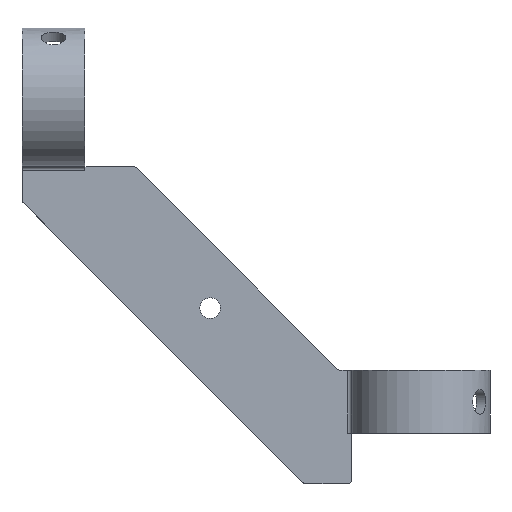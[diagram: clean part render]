
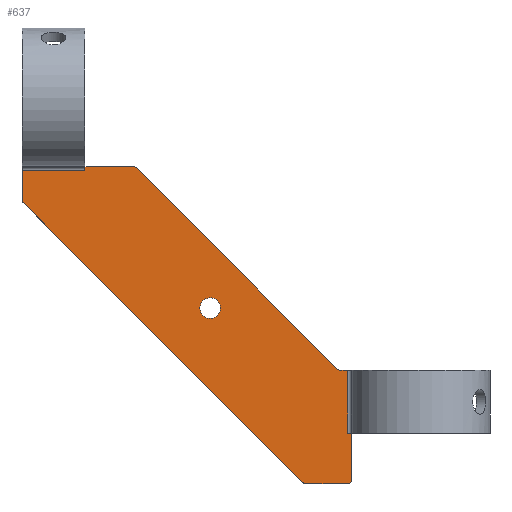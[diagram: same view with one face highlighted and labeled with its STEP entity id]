
A CAD part, top view. The second image highlights one B-rep face of the part: STEP entity #637.
In plain terms, the highlighted planar face has unit normal (0, 0, 1).
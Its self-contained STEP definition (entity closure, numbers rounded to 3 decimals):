
#16=PLANE('',#698);
#30=FACE_BOUND('',#102,.T.);
#42=CIRCLE('',#699,1.);
#43=CIRCLE('',#700,1.);
#44=CIRCLE('',#701,1.);
#45=CIRCLE('',#702,1.);
#46=CIRCLE('',#703,1.);
#47=CIRCLE('',#704,2.45);
#66=FACE_OUTER_BOUND('',#101,.T.);
#101=EDGE_LOOP('',(#454,#455,#456,#457,#458,#459,#460,#461,#462,#463,#464,
#465,#466,#467,#468,#469));
#102=EDGE_LOOP('',(#470));
#150=LINE('',#1087,#203);
#151=LINE('',#1089,#204);
#152=LINE('',#1091,#205);
#153=LINE('',#1095,#206);
#154=LINE('',#1099,#207);
#155=LINE('',#1101,#208);
#156=LINE('',#1103,#209);
#157=LINE('',#1105,#210);
#158=LINE('',#1109,#211);
#159=LINE('',#1113,#212);
#160=LINE('',#1116,#213);
#203=VECTOR('',#791,1.);
#204=VECTOR('',#792,1.);
#205=VECTOR('',#793,1.);
#206=VECTOR('',#796,1.);
#207=VECTOR('',#799,1.);
#208=VECTOR('',#800,1.);
#209=VECTOR('',#801,1.);
#210=VECTOR('',#802,1.);
#211=VECTOR('',#805,1.);
#212=VECTOR('',#808,1.);
#213=VECTOR('',#811,1.);
#285=VERTEX_POINT('',#1085);
#286=VERTEX_POINT('',#1086);
#287=VERTEX_POINT('',#1088);
#288=VERTEX_POINT('',#1090);
#289=VERTEX_POINT('',#1092);
#290=VERTEX_POINT('',#1094);
#291=VERTEX_POINT('',#1096);
#292=VERTEX_POINT('',#1098);
#293=VERTEX_POINT('',#1100);
#294=VERTEX_POINT('',#1102);
#295=VERTEX_POINT('',#1104);
#296=VERTEX_POINT('',#1106);
#297=VERTEX_POINT('',#1108);
#298=VERTEX_POINT('',#1110);
#299=VERTEX_POINT('',#1112);
#300=VERTEX_POINT('',#1114);
#301=VERTEX_POINT('',#1117);
#353=EDGE_CURVE('',#285,#286,#150,.T.);
#354=EDGE_CURVE('',#286,#287,#151,.T.);
#355=EDGE_CURVE('',#287,#288,#152,.T.);
#356=EDGE_CURVE('',#288,#289,#42,.F.);
#357=EDGE_CURVE('',#289,#290,#153,.T.);
#358=EDGE_CURVE('',#290,#291,#43,.T.);
#359=EDGE_CURVE('',#291,#292,#154,.T.);
#360=EDGE_CURVE('',#292,#293,#155,.T.);
#361=EDGE_CURVE('',#293,#294,#156,.F.);
#362=EDGE_CURVE('',#294,#295,#157,.T.);
#363=EDGE_CURVE('',#295,#296,#44,.T.);
#364=EDGE_CURVE('',#296,#297,#158,.T.);
#365=EDGE_CURVE('',#297,#298,#45,.T.);
#366=EDGE_CURVE('',#298,#299,#159,.T.);
#367=EDGE_CURVE('',#299,#300,#46,.T.);
#368=EDGE_CURVE('',#300,#285,#160,.T.);
#369=EDGE_CURVE('',#301,#301,#47,.T.);
#454=ORIENTED_EDGE('',*,*,#353,.T.);
#455=ORIENTED_EDGE('',*,*,#354,.T.);
#456=ORIENTED_EDGE('',*,*,#355,.T.);
#457=ORIENTED_EDGE('',*,*,#356,.T.);
#458=ORIENTED_EDGE('',*,*,#357,.T.);
#459=ORIENTED_EDGE('',*,*,#358,.T.);
#460=ORIENTED_EDGE('',*,*,#359,.T.);
#461=ORIENTED_EDGE('',*,*,#360,.T.);
#462=ORIENTED_EDGE('',*,*,#361,.T.);
#463=ORIENTED_EDGE('',*,*,#362,.T.);
#464=ORIENTED_EDGE('',*,*,#363,.T.);
#465=ORIENTED_EDGE('',*,*,#364,.T.);
#466=ORIENTED_EDGE('',*,*,#365,.T.);
#467=ORIENTED_EDGE('',*,*,#366,.T.);
#468=ORIENTED_EDGE('',*,*,#367,.T.);
#469=ORIENTED_EDGE('',*,*,#368,.T.);
#470=ORIENTED_EDGE('',*,*,#369,.T.);
#637=ADVANCED_FACE('',(#66,#30),#16,.T.);
#698=AXIS2_PLACEMENT_3D('',#1084,#789,#790);
#699=AXIS2_PLACEMENT_3D('',#1093,#794,#795);
#700=AXIS2_PLACEMENT_3D('',#1097,#797,#798);
#701=AXIS2_PLACEMENT_3D('',#1107,#803,#804);
#702=AXIS2_PLACEMENT_3D('',#1111,#806,#807);
#703=AXIS2_PLACEMENT_3D('',#1115,#809,#810);
#704=AXIS2_PLACEMENT_3D('',#1118,#812,#813);
#789=DIRECTION('center_axis',(0.,0.,1.));
#790=DIRECTION('ref_axis',(1.,0.,0.));
#791=DIRECTION('',(-1.,0.,0.));
#792=DIRECTION('',(0.,1.,0.));
#793=DIRECTION('',(-1.,0.,0.));
#794=DIRECTION('center_axis',(0.,0.,1.));
#795=DIRECTION('ref_axis',(1.,0.,0.));
#796=DIRECTION('',(-0.707,0.707,0.));
#797=DIRECTION('center_axis',(0.,0.,1.));
#798=DIRECTION('ref_axis',(1.,0.,0.));
#799=DIRECTION('',(-1.,0.,0.));
#800=DIRECTION('',(0.,-1.,0.));
#801=DIRECTION('',(1.,0.,0.));
#802=DIRECTION('',(0.,-1.,0.));
#803=DIRECTION('center_axis',(0.,0.,1.));
#804=DIRECTION('ref_axis',(1.,0.,0.));
#805=DIRECTION('',(0.707,-0.707,0.));
#806=DIRECTION('center_axis',(0.,0.,1.));
#807=DIRECTION('ref_axis',(1.,0.,0.));
#808=DIRECTION('',(1.,0.,0.));
#809=DIRECTION('center_axis',(0.,0.,1.));
#810=DIRECTION('ref_axis',(1.,0.,0.));
#811=DIRECTION('',(0.,1.,0.));
#812=DIRECTION('center_axis',(0.,0.,-1.));
#813=DIRECTION('ref_axis',(0.707,-0.707,0.));
#1084=CARTESIAN_POINT('Origin',(17.,-7.556,2.4));
#1085=CARTESIAN_POINT('',(25.,4.444,2.4));
#1086=CARTESIAN_POINT('',(24.029,4.444,2.4));
#1087=CARTESIAN_POINT('',(41.5,4.444,2.4));
#1088=CARTESIAN_POINT('',(24.029,19.444,2.4));
#1089=CARTESIAN_POINT('',(24.029,-7.556,2.4));
#1090=CARTESIAN_POINT('',(22.414,19.444,2.4));
#1091=CARTESIAN_POINT('',(26.,19.444,2.4));
#1092=CARTESIAN_POINT('',(21.707,19.737,2.4));
#1093=CARTESIAN_POINT('Origin',(22.414,20.444,2.4));
#1094=CARTESIAN_POINT('',(-26.207,67.652,2.4));
#1095=CARTESIAN_POINT('',(24.211,17.234,2.4));
#1096=CARTESIAN_POINT('',(-26.914,67.944,2.4));
#1097=CARTESIAN_POINT('Origin',(-26.914,66.944,2.4));
#1098=CARTESIAN_POINT('',(-38.5,67.944,2.4));
#1099=CARTESIAN_POINT('',(-26.024,67.944,2.4));
#1100=CARTESIAN_POINT('',(-38.5,66.973,2.4));
#1101=CARTESIAN_POINT('',(-38.5,-7.556,2.4));
#1102=CARTESIAN_POINT('',(-53.5,66.973,2.4));
#1103=CARTESIAN_POINT('',(17.,66.973,2.4));
#1104=CARTESIAN_POINT('',(-53.5,60.003,2.4));
#1105=CARTESIAN_POINT('',(-53.5,68.944,2.4));
#1106=CARTESIAN_POINT('',(-53.207,59.296,2.4));
#1107=CARTESIAN_POINT('Origin',(-52.5,60.003,2.4));
#1108=CARTESIAN_POINT('',(13.352,-7.263,2.4));
#1109=CARTESIAN_POINT('',(-44.178,50.267,2.4));
#1110=CARTESIAN_POINT('',(14.059,-7.556,2.4));
#1111=CARTESIAN_POINT('Origin',(14.059,-6.556,2.4));
#1112=CARTESIAN_POINT('',(24.,-7.556,2.4));
#1113=CARTESIAN_POINT('',(13.645,-7.556,2.4));
#1114=CARTESIAN_POINT('',(25.,-6.556,2.4));
#1115=CARTESIAN_POINT('Origin',(24.,-6.556,2.4));
#1116=CARTESIAN_POINT('',(25.,-7.556,2.4));
#1117=CARTESIAN_POINT('',(-6.946,32.534,2.4));
#1118=CARTESIAN_POINT('Origin',(-8.678,34.266,2.4));
